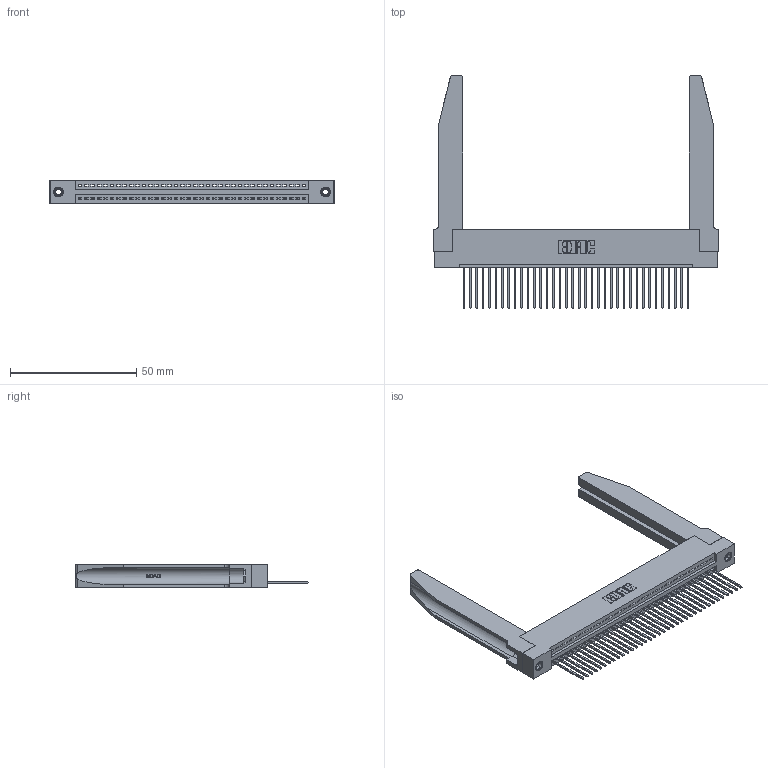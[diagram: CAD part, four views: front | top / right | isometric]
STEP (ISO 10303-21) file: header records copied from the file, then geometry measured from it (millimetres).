
FILE_DESCRIPTION (( 'STEP AP203' ), '1' );
FILE_NAME ('395-036-542-178.STEP', '2019-10-19T21:50:33', ( '' ), ( '' ), 'SwSTEP 2.0', 'SolidWorks 2016', '' );
FILE_SCHEMA (( 'CONFIG_CONTROL_DESIGN' ));
Length unit declared in the file: inch
Products named in the file (5): 345 Part_Flush Mounting Lugs - 0.156 Dia-TH; 345-292-001_345-293-142; 345-220-078_345-220-078; 345-250-001_345-250-001-102; 395-036-542-178
Assembly tree (41 placements, depth 2):
  395-036-542-178
    345 Part_Flush Mounting Lugs - 0.156 Dia-TH
    345-292-001_345-293-142  x36
    345-250-001_345-250-001-102  x2
    345-220-078_345-220-078  x2
Bounding box: 112.67 x 92.25 x 9.4 mm (x, y, z)
Volume: 18503.4 mm3; surface area: 21533.6 mm2
Topology: 41 solids, 41 shells, 2448 faces, 7285 edges, 4798 vertices
Faces by surface type: plane 1662, cylinder 734, bspline 36, cone 12, torus 4
Entity records: 32660 total; most frequent: CARTESIAN_POINT 6555, ORIENTED_EDGE 5422, DIRECTION 4741, EDGE_CURVE 2711, LINE 2341, VECTOR 2341, VERTEX_POINT 1800, AXIS2_PLACEMENT_3D 1200
